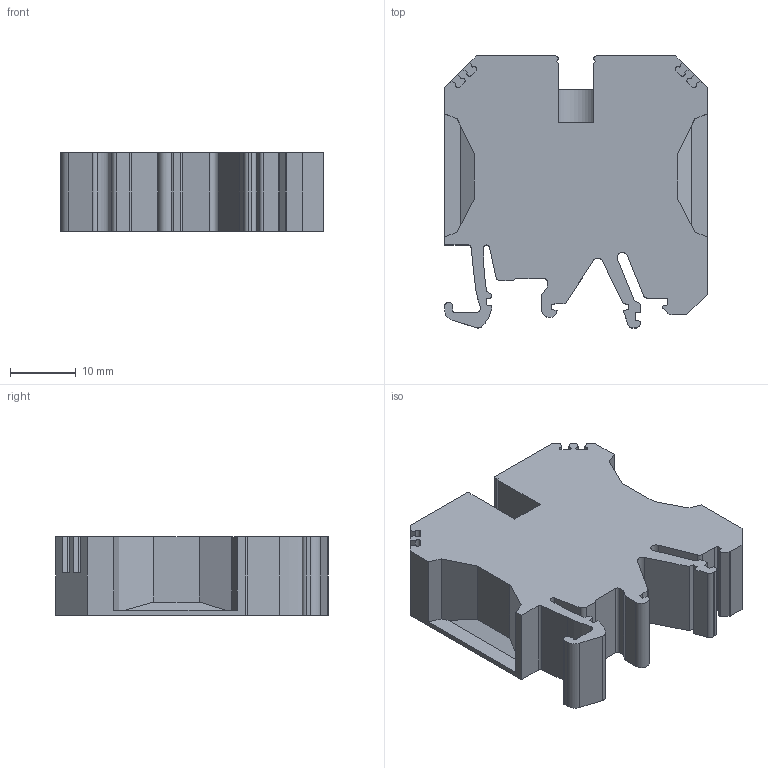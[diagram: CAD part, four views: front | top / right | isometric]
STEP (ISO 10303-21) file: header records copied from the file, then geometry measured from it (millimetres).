
FILE_DESCRIPTION((''),'2;1');
FILE_NAME('USK-16','2023-10-14T',('dell'),(''),'PRO/ENGINEER BY PARAMETRIC TECHNOLOGY CORPORATION, 2013230','PRO/ENGINEER BY PARAMETRIC TECHNOLOGY CORPORATION, 2013230','');
FILE_SCHEMA(('AUTOMOTIVE_DESIGN { 1 0 10303 214 1 1 1 1 }'));
Length unit declared in the file: millimetre
Products named in the file (1): USK-16
Bounding box: 40 x 41.44 x 12 mm (x, y, z)
Volume: 14179.1 mm3; surface area: 6051.8 mm2
Topology: 1 solids, 1 shells, 130 faces, 378 edges, 252 vertices
Faces by surface type: plane 92, cylinder 38
Entity records: 4349 total; most frequent: CARTESIAN_POINT 762, ORIENTED_EDGE 756, DIRECTION 714, EDGE_CURVE 378, VECTOR 302, LINE 302, VERTEX_POINT 252, AXIS2_PLACEMENT_3D 206
